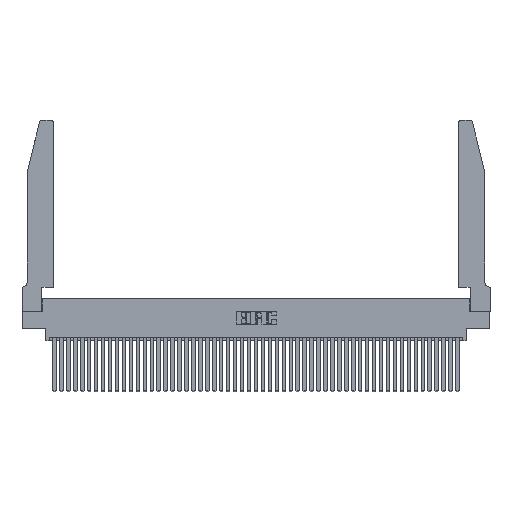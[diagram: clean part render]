
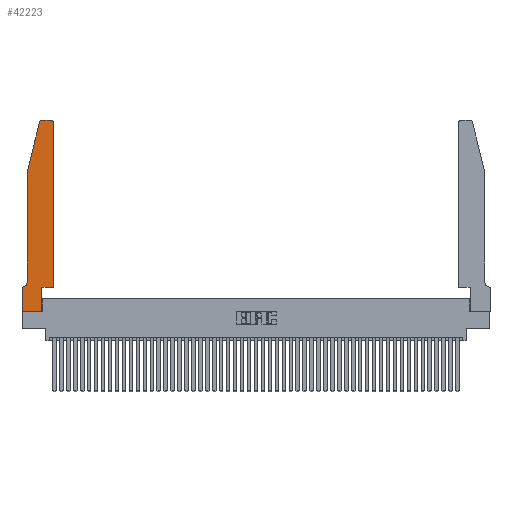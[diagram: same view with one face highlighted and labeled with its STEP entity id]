
A CAD part, top view. The second image highlights one B-rep face of the part: STEP entity #42223.
In plain terms, the highlighted planar face has unit normal (0, 0, 1).
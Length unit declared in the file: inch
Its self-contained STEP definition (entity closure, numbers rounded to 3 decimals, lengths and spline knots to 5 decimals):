
#92 = CARTESIAN_POINT ( 'NONE',  ( 0.0755, 0.42, 0.37 ) ) ;
#128 = DIRECTION ( 'NONE',  ( -1., 0., 0. ) ) ;
#988 = FACE_OUTER_BOUND ( 'NONE', #3451, .T. ) ;
#1584 = LINE ( 'NONE', #21830, #10644 ) ;
#1834 = CARTESIAN_POINT ( 'NONE',  ( 0.4505, 0.35, 0.37 ) ) ;
#2020 = ORIENTED_EDGE ( 'NONE', *, *, #41502, .T. ) ;
#2087 = EDGE_CURVE ( 'NONE', #39653, #8096, #31740, .T. ) ;
#2730 = CARTESIAN_POINT ( 'NONE',  ( 0.4505, 2.72, 0.37 ) ) ;
#2856 = DIRECTION ( 'NONE',  ( 0., -1., 0. ) ) ;
#2944 = VERTEX_POINT ( 'NONE', #2730 ) ;
#3361 = EDGE_CURVE ( 'NONE', #19102, #2944, #27588, .T. ) ;
#3451 = EDGE_LOOP ( 'NONE', ( #8684, #11077, #2020, #34411, #25775, #19354, #41483, #32699, #6314, #36214, #38562, #39760 ) ) ;
#3820 = CARTESIAN_POINT ( 'NONE',  ( 0.0055, 0.35, 0.37 ) ) ;
#4344 = DIRECTION ( 'NONE',  ( -0.239, -0.971, 0. ) ) ;
#4531 = LINE ( 'NONE', #44847, #23493 ) ;
#5123 = CARTESIAN_POINT ( 'NONE',  ( 0., 0.35, 0.37 ) ) ;
#6314 = ORIENTED_EDGE ( 'NONE', *, *, #26949, .T. ) ;
#6943 = VERTEX_POINT ( 'NONE', #16445 ) ;
#8080 = EDGE_CURVE ( 'NONE', #41168, #48407, #4531, .T. ) ;
#8096 = VERTEX_POINT ( 'NONE', #3820 ) ;
#8552 = LINE ( 'NONE', #20463, #26202 ) ;
#8684 = ORIENTED_EDGE ( 'NONE', *, *, #43548, .T. ) ;
#9019 = DIRECTION ( 'NONE',  ( 0., 0., 1. ) ) ;
#9189 = DIRECTION ( 'NONE',  ( 0., 1., 0. ) ) ;
#9250 = DIRECTION ( 'NONE',  ( 1., 0., 0. ) ) ;
#10002 = CARTESIAN_POINT ( 'NONE',  ( 0.0755, 2., 0.37 ) ) ;
#10644 = VECTOR ( 'NONE', #2856, 39.37008 ) ;
#11077 = ORIENTED_EDGE ( 'NONE', *, *, #28390, .T. ) ;
#11134 = LINE ( 'NONE', #22943, #30989 ) ;
#11839 = DIRECTION ( 'NONE',  ( 0., 0., 1. ) ) ;
#12990 = EDGE_CURVE ( 'NONE', #6943, #19102, #8552, .T. ) ;
#13706 = CARTESIAN_POINT ( 'NONE',  ( 0., 0., 0.37 ) ) ;
#15582 = AXIS2_PLACEMENT_3D ( 'NONE', #5123, #9019, #35131 ) ;
#15764 = VECTOR ( 'NONE', #33962, 39.37008 ) ;
#16274 = CARTESIAN_POINT ( 'NONE',  ( 0.284, 2.72, 0.37 ) ) ;
#16445 = CARTESIAN_POINT ( 'NONE',  ( 0.2865, 0.35, 0.37 ) ) ;
#16630 = CARTESIAN_POINT ( 'NONE',  ( 0.2865, 0.35, 0.37 ) ) ;
#17760 = VERTEX_POINT ( 'NONE', #28279 ) ;
#18645 = VERTEX_POINT ( 'NONE', #36940 ) ;
#18741 = VERTEX_POINT ( 'NONE', #29960 ) ;
#19102 = VERTEX_POINT ( 'NONE', #1834 ) ;
#19354 = ORIENTED_EDGE ( 'NONE', *, *, #20273, .T. ) ;
#20056 = DIRECTION ( 'NONE',  ( 1., 0., 0. ) ) ;
#20137 = CARTESIAN_POINT ( 'NONE',  ( 0.0055, 0.42, 0.37 ) ) ;
#20273 = EDGE_CURVE ( 'NONE', #8096, #41168, #40194, .T. ) ;
#20463 = CARTESIAN_POINT ( 'NONE',  ( 0.4505, 0.35, 0.37 ) ) ;
#20844 = CARTESIAN_POINT ( 'NONE',  ( 0., 0.35, 0.37 ) ) ;
#21830 = CARTESIAN_POINT ( 'NONE',  ( 0.0755, 2., 0.37 ) ) ;
#22943 = CARTESIAN_POINT ( 'NONE',  ( 0.2605, 2.75, 0.37 ) ) ;
#23222 = CARTESIAN_POINT ( 'NONE',  ( 0.0755, 2., 0.37 ) ) ;
#23493 = VECTOR ( 'NONE', #30012, 39.37008 ) ;
#23770 = CARTESIAN_POINT ( 'NONE',  ( 0.4505, 0.35, 0.37 ) ) ;
#23875 = DIRECTION ( 'NONE',  ( -1., 0., 0. ) ) ;
#25775 = ORIENTED_EDGE ( 'NONE', *, *, #2087, .T. ) ;
#26202 = VECTOR ( 'NONE', #9250, 39.37008 ) ;
#26949 = EDGE_CURVE ( 'NONE', #32803, #6943, #28756, .T. ) ;
#27507 = DIRECTION ( 'NONE',  ( 0., 1., 0. ) ) ;
#27547 = DIRECTION ( 'NONE',  ( -1., 0., 0. ) ) ;
#27588 = LINE ( 'NONE', #23770, #46251 ) ;
#27707 = PLANE ( 'NONE',  #15582 ) ;
#27749 = AXIS2_PLACEMENT_3D ( 'NONE', #16274, #42311, #20056 ) ;
#28144 = CARTESIAN_POINT ( 'NONE',  ( 0.2865, 0., 0.37 ) ) ;
#28279 = CARTESIAN_POINT ( 'NONE',  ( 0.284, 2.75, 0.37 ) ) ;
#28390 = EDGE_CURVE ( 'NONE', #17760, #18741, #42556, .T. ) ;
#28756 = LINE ( 'NONE', #16630, #36252 ) ;
#29139 = VECTOR ( 'NONE', #27547, 39.37008 ) ;
#29800 = AXIS2_PLACEMENT_3D ( 'NONE', #34148, #11839, #37932 ) ;
#29960 = CARTESIAN_POINT ( 'NONE',  ( 0.25487, 2.72718, 0.37 ) ) ;
#30012 = DIRECTION ( 'NONE',  ( 0., -1., 0. ) ) ;
#30233 = CARTESIAN_POINT ( 'NONE',  ( 0., 0., 0.37 ) ) ;
#30989 = VECTOR ( 'NONE', #128, 39.37008 ) ;
#31083 = CARTESIAN_POINT ( 'NONE',  ( 0.0755, 0.35, 0.37 ) ) ;
#31740 = CIRCLE ( 'NONE', #40454, 0.07 ) ;
#31762 = LINE ( 'NONE', #23222, #40538 ) ;
#32524 = EDGE_CURVE ( 'NONE', #48407, #32803, #47862, .T. ) ;
#32699 = ORIENTED_EDGE ( 'NONE', *, *, #32524, .T. ) ;
#32803 = VERTEX_POINT ( 'NONE', #28144 ) ;
#33962 = DIRECTION ( 'NONE',  ( 1., 0., 0. ) ) ;
#34148 = CARTESIAN_POINT ( 'NONE',  ( 0.4205, 2.72, 0.37 ) ) ;
#34343 = VERTEX_POINT ( 'NONE', #10002 ) ;
#34411 = ORIENTED_EDGE ( 'NONE', *, *, #36309, .T. ) ;
#35131 = DIRECTION ( 'NONE',  ( 1., 0., 0. ) ) ;
#35823 = EDGE_CURVE ( 'NONE', #2944, #18645, #44007, .T. ) ;
#36214 = ORIENTED_EDGE ( 'NONE', *, *, #12990, .T. ) ;
#36252 = VECTOR ( 'NONE', #9189, 39.37008 ) ;
#36309 = EDGE_CURVE ( 'NONE', #34343, #39653, #1584, .T. ) ;
#36940 = CARTESIAN_POINT ( 'NONE',  ( 0.4205, 2.75, 0.37 ) ) ;
#37932 = DIRECTION ( 'NONE',  ( 1., 0., 0. ) ) ;
#38562 = ORIENTED_EDGE ( 'NONE', *, *, #3361, .T. ) ;
#39653 = VERTEX_POINT ( 'NONE', #92 ) ;
#39760 = ORIENTED_EDGE ( 'NONE', *, *, #35823, .T. ) ;
#40194 = LINE ( 'NONE', #31083, #29139 ) ;
#40454 = AXIS2_PLACEMENT_3D ( 'NONE', #20137, #46178, #23875 ) ;
#40538 = VECTOR ( 'NONE', #4344, 39.37008 ) ;
#41168 = VERTEX_POINT ( 'NONE', #20844 ) ;
#41483 = ORIENTED_EDGE ( 'NONE', *, *, #8080, .T. ) ;
#41502 = EDGE_CURVE ( 'NONE', #18741, #34343, #31762, .T. ) ;
#42223 = ADVANCED_FACE ( 'NONE', ( #988 ), #27707, .T. ) ;
#42311 = DIRECTION ( 'NONE',  ( 0., 0., 1. ) ) ;
#42556 = CIRCLE ( 'NONE', #27749, 0.03 ) ;
#43548 = EDGE_CURVE ( 'NONE', #18645, #17760, #11134, .T. ) ;
#44007 = CIRCLE ( 'NONE', #29800, 0.03 ) ;
#44847 = CARTESIAN_POINT ( 'NONE',  ( 0., 0., 0.37 ) ) ;
#46178 = DIRECTION ( 'NONE',  ( 0., 0., -1. ) ) ;
#46251 = VECTOR ( 'NONE', #27507, 39.37008 ) ;
#47862 = LINE ( 'NONE', #30233, #15764 ) ;
#48407 = VERTEX_POINT ( 'NONE', #13706 ) ;
